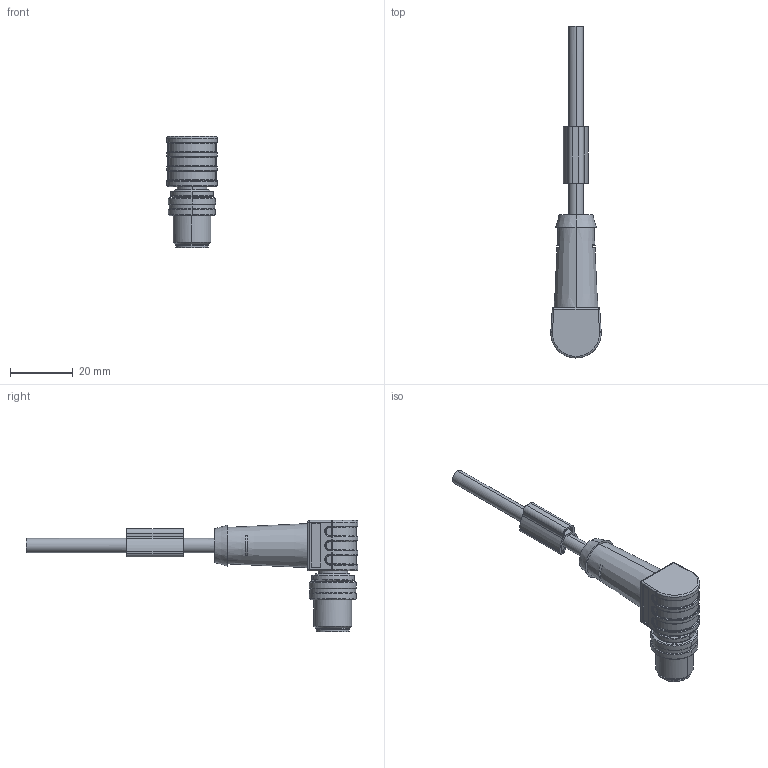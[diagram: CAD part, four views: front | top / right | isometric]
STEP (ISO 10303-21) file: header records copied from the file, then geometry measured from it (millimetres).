
FILE_DESCRIPTION(('CATIA V5 STEP Exchange','CAx-IF Rec.Pracs.--- Model Styling and Organization---1.4--- 2014-01-23'),'2;1');
FILE_NAME ('010171-2_0', '2021-03-19T11:46:40+00:00', ('none'), ('Weidmueller'), 'CATIA Version 5-6 Release 2016 SP3 HF44', 'CATIA V5 STEP AP214', 'none');
FILE_SCHEMA(('AUTOMOTIVE_DESIGN { 1 0 10303 214 1 1 1 1 }'));
Length unit declared in the file: millimetre
Products named in the file (1): 1276060150
Bounding box: 16 x 105.5 x 35.3 mm (x, y, z)
Volume: 10567 mm3; surface area: 6211 mm2
Topology: 11 solids, 11 shells, 323 faces, 854 edges, 532 vertices
Faces by surface type: cylinder 131, plane 79, torus 49, sphere 36, cone 16, bspline 12
Entity records: 10827 total; most frequent: CARTESIAN_POINT 3654, ORIENTED_EDGE 1636, DIRECTION 1155, EDGE_CURVE 818, AXIS2_PLACEMENT_3D 589, VERTEX_POINT 532, EDGE_LOOP 342, ADVANCED_FACE 323
